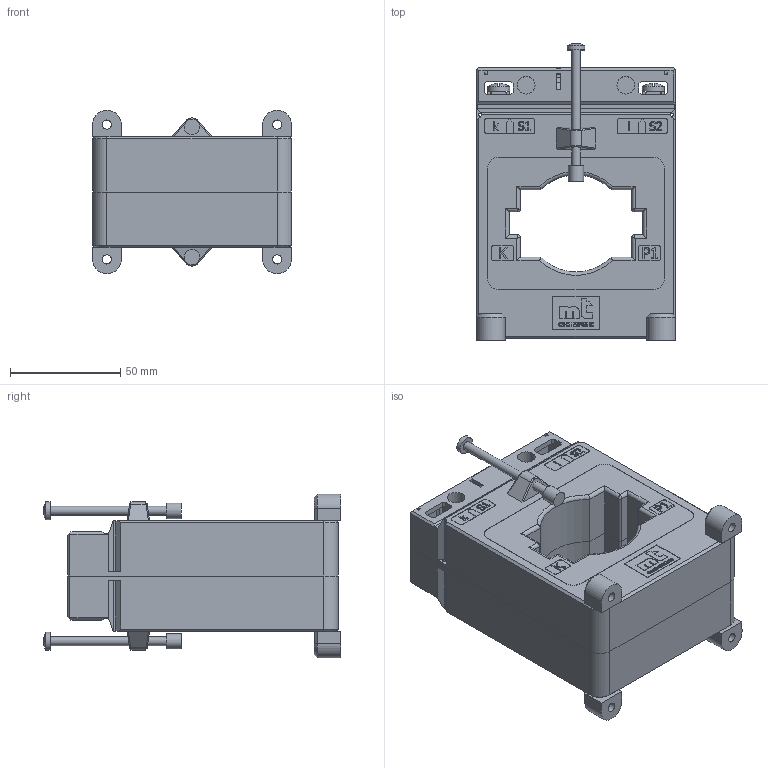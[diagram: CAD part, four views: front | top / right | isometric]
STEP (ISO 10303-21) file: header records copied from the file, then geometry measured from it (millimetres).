
FILE_DESCRIPTION(/* description */ (''),/* implementation_level */ '2;1');
FILE_NAME(/* name */ 'CLB 6.92.step',/* time_stamp */ '2024-10-25T09:20:57+02:00',/* author */ ('peter'),/* organization */ (''),/* preprocessor_version */ 'ST-DEVELOPER v20',/* originating_system */ 'Autodesk Inventor 2025',/* authorisation */ '');
FILE_SCHEMA (('AUTOMOTIVE_DESIGN { 1 0 10303 214 3 1 1 }'));
Length unit declared in the file: millimetre
Products named in the file (11): Current transformer CLB 6.92; Front plastic case CLB 6.92; Back plastic case CLB 6.92; Tape label CLB 6.92; Secondary terminal 28 CLB; Secondary terminal cover 37B CLB; Plastic mounting foot; Rivet 20; Insulating cap; Screw M5x8; Screw 4x60
Assembly tree (23 placements, depth 2):
  Current transformer CLB 6.92
    Front plastic case CLB 6.92
    Back plastic case CLB 6.92
    Tape label CLB 6.92
    Secondary terminal 28 CLB  x2
    Secondary terminal cover 37B CLB  x2
    Plastic mounting foot  x4
    Rivet 20  x4
    Insulating cap  x2
    Screw M5x8  x4
    Screw 4x60  x2
Bounding box: 90 x 134.47 x 74 mm (x, y, z)
Volume: 421197.4 mm3; surface area: 90686.8 mm2
Topology: 23 solids, 27 shells, 1804 faces, 4819 edges, 3160 vertices
Faces by surface type: plane 1105, bspline 385, cylinder 254, cone 38, torus 12, sphere 10
Full cylindrical faces by diameter (mm): 1.5 x4, 2.4 x4, 2.95 x2, 3 x6, 3.5 x2, 4 x8, 4.1 x4, 4.134 x4, 4.2 x4, 4.5 x4, 5 x8, 7 x2, 8 x18, 9 x4, 10 x4
Entity records: 50315 total; most frequent: CARTESIAN_POINT 13865, ORIENTED_EDGE 8186, DIRECTION 5998, EDGE_CURVE 4093, LINE 2898, VECTOR 2898, VERTEX_POINT 2691, EDGE_LOOP 1654
